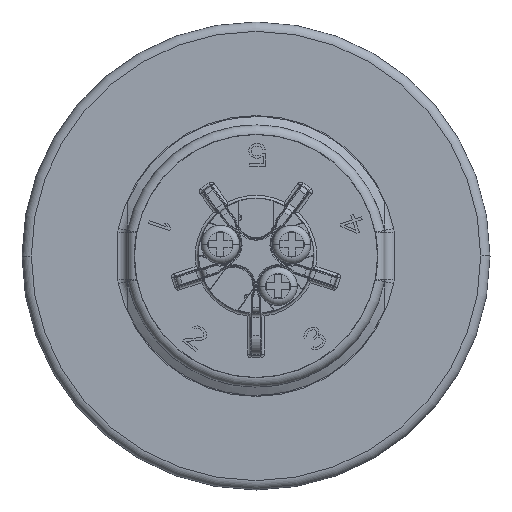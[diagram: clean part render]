
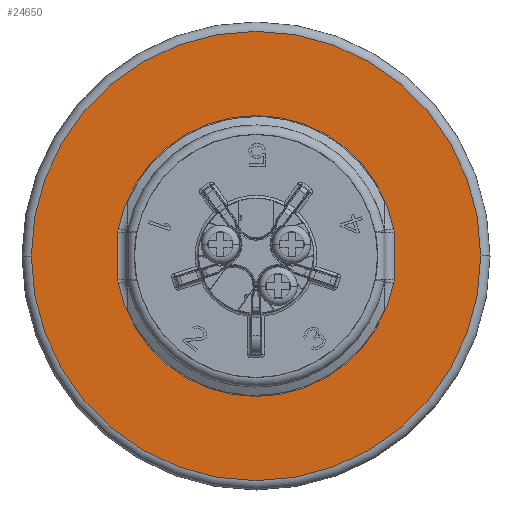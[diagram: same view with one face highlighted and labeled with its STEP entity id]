
A CAD part, front view. The second image highlights one B-rep face of the part: STEP entity #24650.
In plain terms, the highlighted planar face has unit normal (0, -1, 0).
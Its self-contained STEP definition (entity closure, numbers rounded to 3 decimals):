
#5595=CARTESIAN_POINT('',(0.,21.3,0.));
#5596=DIRECTION('',(0.,1.,0.));
#5597=DIRECTION('',(1.,0.,0.));
#5598=AXIS2_PLACEMENT_3D('',#5595,#5596,#5597);
#5600=CARTESIAN_POINT('',(0.,21.3,0.));
#5601=DIRECTION('',(0.,1.,0.));
#5602=DIRECTION('',(-1.,0.,0.));
#5603=AXIS2_PLACEMENT_3D('',#5600,#5601,#5602);
#5605=CARTESIAN_POINT('',(0.,21.3,0.));
#5606=DIRECTION('',(0.,-1.,0.));
#5607=DIRECTION('',(-0.981,0.,-0.195));
#5608=AXIS2_PLACEMENT_3D('',#5605,#5606,#5607);
#5610=CARTESIAN_POINT('',(12.75,21.3,-2.537));
#5611=DIRECTION('',(0.,-1.,0.));
#5612=DIRECTION('',(0.981,0.,-0.195));
#5613=AXIS2_PLACEMENT_3D('',#5610,#5611,#5612);
#5615=DIRECTION('',(0.,0.,1.));
#5616=VECTOR('',#5615,5.074);
#5617=CARTESIAN_POINT('',(14.75,21.3,-2.537));
#5618=LINE('',#5617,#5616);
#5619=CARTESIAN_POINT('',(12.75,21.3,2.537));
#5620=DIRECTION('',(0.,-1.,0.));
#5621=DIRECTION('',(1.,0.,0.));
#5622=AXIS2_PLACEMENT_3D('',#5619,#5620,#5621);
#5624=CARTESIAN_POINT('',(0.,21.3,0.));
#5625=DIRECTION('',(0.,-1.,0.));
#5626=DIRECTION('',(0.981,0.,0.195));
#5627=AXIS2_PLACEMENT_3D('',#5624,#5625,#5626);
#5629=CARTESIAN_POINT('',(-12.75,21.3,2.537));
#5630=DIRECTION('',(0.,-1.,0.));
#5631=DIRECTION('',(-0.981,0.,0.195));
#5632=AXIS2_PLACEMENT_3D('',#5629,#5630,#5631);
#5634=DIRECTION('',(0.,0.,-1.));
#5635=VECTOR('',#5634,5.074);
#5636=CARTESIAN_POINT('',(-14.75,21.3,2.537));
#5637=LINE('',#5636,#5635);
#5638=CARTESIAN_POINT('',(-12.75,21.3,-2.537));
#5639=DIRECTION('',(0.,-1.,0.));
#5640=DIRECTION('',(-1.,0.,0.));
#5641=AXIS2_PLACEMENT_3D('',#5638,#5639,#5640);
#19940=CARTESIAN_POINT('',(-14.712,21.3,-2.928));
#19941=CARTESIAN_POINT('',(14.712,21.3,-2.928));
#19942=VERTEX_POINT('',#19940);
#19943=VERTEX_POINT('',#19941);
#19948=CARTESIAN_POINT('',(14.712,21.3,2.928));
#19949=CARTESIAN_POINT('',(-14.712,21.3,2.928));
#19950=VERTEX_POINT('',#19948);
#19951=VERTEX_POINT('',#19949);
#19964=CARTESIAN_POINT('',(24.,21.3,0.));
#19965=CARTESIAN_POINT('',(-24.,21.3,0.));
#19966=VERTEX_POINT('',#19964);
#19967=VERTEX_POINT('',#19965);
#20140=CARTESIAN_POINT('',(14.75,21.3,-2.537));
#20141=CARTESIAN_POINT('',(14.75,21.3,2.537));
#20142=VERTEX_POINT('',#20140);
#20143=VERTEX_POINT('',#20141);
#20144=CARTESIAN_POINT('',(-14.75,21.3,2.537));
#20145=CARTESIAN_POINT('',(-14.75,21.3,-2.537));
#20146=VERTEX_POINT('',#20144);
#20147=VERTEX_POINT('',#20145);
#24622=CARTESIAN_POINT('',(0.,21.3,0.));
#24623=DIRECTION('',(0.,-1.,0.));
#24624=DIRECTION('',(-1.,0.,0.));
#24625=AXIS2_PLACEMENT_3D('',#24622,#24623,#24624);
#24626=PLANE('',#24625);
#24628=ORIENTED_EDGE('',*,*,#24627,.T.);
#24630=ORIENTED_EDGE('',*,*,#24629,.T.);
#24631=EDGE_LOOP('',(#24628,#24630));
#24632=FACE_OUTER_BOUND('',#24631,.F.);
#24633=ORIENTED_EDGE('',*,*,#24605,.T.);
#24635=ORIENTED_EDGE('',*,*,#24634,.T.);
#24637=ORIENTED_EDGE('',*,*,#24636,.T.);
#24639=ORIENTED_EDGE('',*,*,#24638,.T.);
#24641=ORIENTED_EDGE('',*,*,#24640,.T.);
#24643=ORIENTED_EDGE('',*,*,#24642,.T.);
#24645=ORIENTED_EDGE('',*,*,#24644,.T.);
#24647=ORIENTED_EDGE('',*,*,#24646,.T.);
#24648=EDGE_LOOP('',(#24633,#24635,#24637,#24639,#24641,#24643,#24645,#24647));
#24649=FACE_BOUND('',#24648,.F.);
#24650=ADVANCED_FACE('',(#24632,#24649),#24626,.T.);
#5599=CIRCLE('',#5598,24.);
#5604=CIRCLE('',#5603,24.);
#5609=CIRCLE('',#5608,15.);
#5614=CIRCLE('',#5613,2.);
#5623=CIRCLE('',#5622,2.);
#5628=CIRCLE('',#5627,15.);
#5633=CIRCLE('',#5632,2.);
#5642=CIRCLE('',#5641,2.);
#24605=EDGE_CURVE('',#19942,#19943,#5609,.T.);
#24627=EDGE_CURVE('',#19966,#19967,#5599,.T.);
#24629=EDGE_CURVE('',#19967,#19966,#5604,.T.);
#24634=EDGE_CURVE('',#19943,#20142,#5614,.T.);
#24636=EDGE_CURVE('',#20142,#20143,#5618,.T.);
#24638=EDGE_CURVE('',#20143,#19950,#5623,.T.);
#24640=EDGE_CURVE('',#19950,#19951,#5628,.T.);
#24642=EDGE_CURVE('',#19951,#20146,#5633,.T.);
#24644=EDGE_CURVE('',#20146,#20147,#5637,.T.);
#24646=EDGE_CURVE('',#20147,#19942,#5642,.T.);
